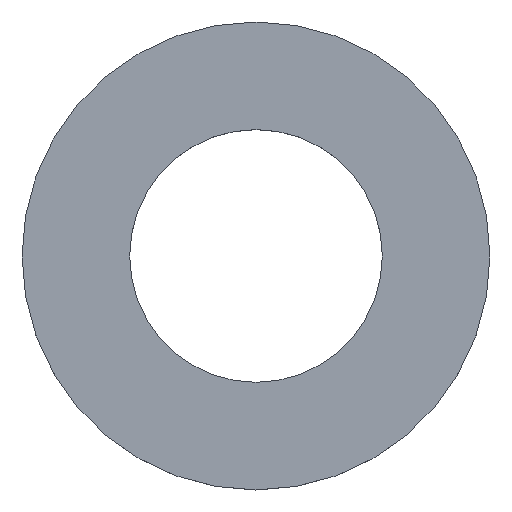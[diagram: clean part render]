
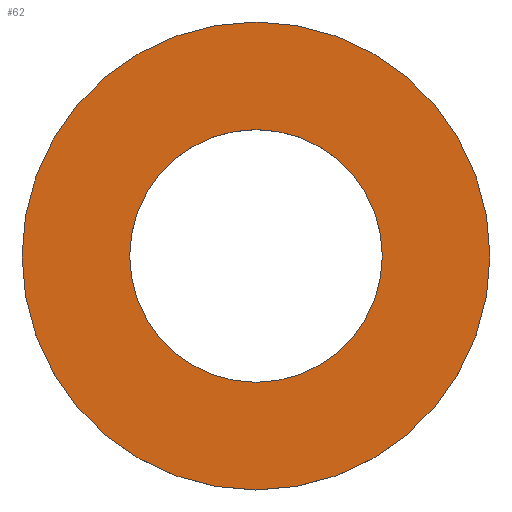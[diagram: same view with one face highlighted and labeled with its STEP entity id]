
A CAD part, top view. The second image highlights one B-rep face of the part: STEP entity #62.
In plain terms, the highlighted planar face has unit normal (0, 0, 1).
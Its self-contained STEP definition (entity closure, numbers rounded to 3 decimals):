
#20=PLANE('',#72);
#24=FACE_BOUND('',#36,.T.);
#28=FACE_OUTER_BOUND('',#35,.T.);
#35=EDGE_LOOP('',(#55));
#36=EDGE_LOOP('',(#56));
#37=CIRCLE('',#66,1.35);
#39=CIRCLE('',#69,2.5);
#41=VERTEX_POINT('',#93);
#43=VERTEX_POINT('',#98);
#45=EDGE_CURVE('',#41,#41,#37,.T.);
#47=EDGE_CURVE('',#43,#43,#39,.T.);
#55=ORIENTED_EDGE('',*,*,#47,.F.);
#56=ORIENTED_EDGE('',*,*,#45,.T.);
#62=ADVANCED_FACE('',(#28,#24),#20,.T.);
#66=AXIS2_PLACEMENT_3D('',#94,#77,#78);
#69=AXIS2_PLACEMENT_3D('',#99,#83,#84);
#72=AXIS2_PLACEMENT_3D('',#103,#89,#90);
#77=DIRECTION('center_axis',(0.,0.,-1.));
#78=DIRECTION('ref_axis',(1.,0.,0.));
#83=DIRECTION('center_axis',(0.,0.,-1.));
#84=DIRECTION('ref_axis',(1.,0.,0.));
#89=DIRECTION('center_axis',(0.,0.,1.));
#90=DIRECTION('ref_axis',(1.,0.,0.));
#93=CARTESIAN_POINT('',(1.35,0.,0.3));
#94=CARTESIAN_POINT('Origin',(0.,0.,0.3));
#98=CARTESIAN_POINT('',(2.5,0.,0.3));
#99=CARTESIAN_POINT('Origin',(0.,0.,0.3));
#103=CARTESIAN_POINT('Origin',(0.,0.,0.3));
